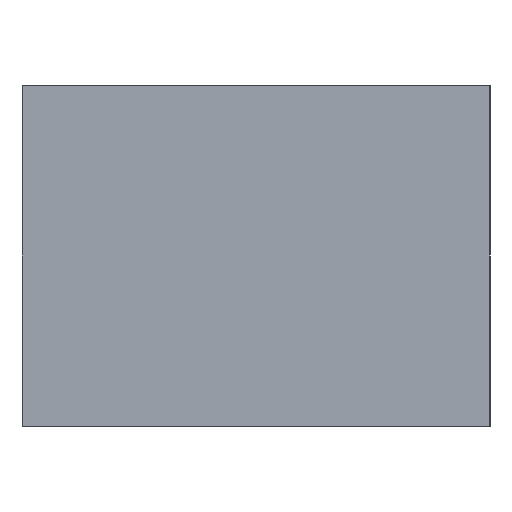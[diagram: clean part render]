
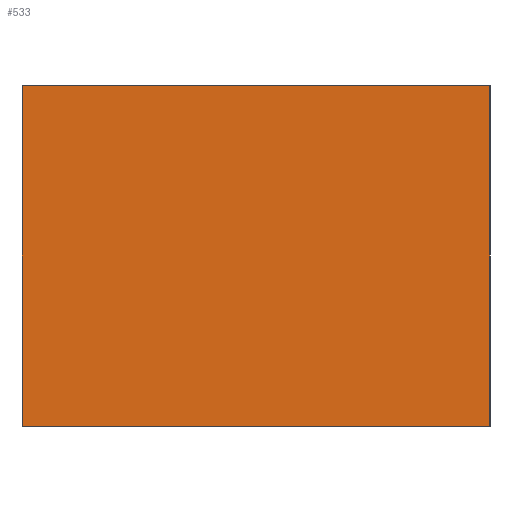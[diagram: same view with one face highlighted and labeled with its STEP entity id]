
A CAD part, left-side view. The second image highlights one B-rep face of the part: STEP entity #533.
In plain terms, the highlighted planar face has unit normal (-1, 0, 0).
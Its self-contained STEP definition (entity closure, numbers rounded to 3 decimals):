
#27 = VERTEX_POINT ( 'NONE', #734 ) ;
#76 = EDGE_LOOP ( 'NONE', ( #439, #421, #430, #445 ) ) ;
#99 = VERTEX_POINT ( 'NONE', #882 ) ;
#111 = VERTEX_POINT ( 'NONE', #904 ) ;
#124 = VECTOR ( 'NONE', #513, 1000. ) ;
#127 = LINE ( 'NONE', #555, #124 ) ;
#158 = VECTOR ( 'NONE', #589, 1000. ) ;
#161 = LINE ( 'NONE', #590, #158 ) ;
#207 = VECTOR ( 'NONE', #645, 1000. ) ;
#210 = LINE ( 'NONE', #647, #207 ) ;
#235 = VECTOR ( 'NONE', #682, 1000. ) ;
#242 = LINE ( 'NONE', #692, #235 ) ;
#296 = VERTEX_POINT ( 'NONE', #727 ) ;
#319 = FACE_OUTER_BOUND ( 'NONE', #76, .T. ) ;
#421 = ORIENTED_EDGE ( 'NONE', *, *, #1018, .F. ) ;
#430 = ORIENTED_EDGE ( 'NONE', *, *, #1004, .F. ) ;
#439 = ORIENTED_EDGE ( 'NONE', *, *, #1072, .T. ) ;
#445 = ORIENTED_EDGE ( 'NONE', *, *, #1051, .T. ) ;
#513 = DIRECTION ( 'NONE',  ( 0., 0., 1. ) ) ;
#533 = ADVANCED_FACE ( 'NONE', ( #319 ), #732, .F. ) ;
#555 = CARTESIAN_POINT ( 'NONE',  ( -0.525, -0.275, 291599.965 ) ) ;
#589 = DIRECTION ( 'NONE',  ( 0., -1., 0. ) ) ;
#590 = CARTESIAN_POINT ( 'NONE',  ( -0.525, 0.275, 0. ) ) ;
#645 = DIRECTION ( 'NONE',  ( 0., -1., 0. ) ) ;
#647 = CARTESIAN_POINT ( 'NONE',  ( -0.525, 0.275, 0.4 ) ) ;
#682 = DIRECTION ( 'NONE',  ( 0., 0., 1. ) ) ;
#692 = CARTESIAN_POINT ( 'NONE',  ( -0.525, 0.275, 291599.965 ) ) ;
#727 = CARTESIAN_POINT ( 'NONE',  ( -0.525, -0.275, 0.4 ) ) ;
#732 = PLANE ( 'NONE',  #937 ) ;
#734 = CARTESIAN_POINT ( 'NONE',  ( -0.525, 0.275, 0.4 ) ) ;
#738 = CARTESIAN_POINT ( 'NONE',  ( -0.525, 0.275, 291599.965 ) ) ;
#777 = DIRECTION ( 'NONE',  ( 1., 0., 0. ) ) ;
#780 = DIRECTION ( 'NONE',  ( 0., 0., -1. ) ) ;
#882 = CARTESIAN_POINT ( 'NONE',  ( -0.525, -0.275, 0. ) ) ;
#904 = CARTESIAN_POINT ( 'NONE',  ( -0.525, 0.275, 0. ) ) ;
#937 = AXIS2_PLACEMENT_3D ( 'NONE', #738, #777, #780 ) ;
#1004 = EDGE_CURVE ( 'NONE', #111, #27, #242, .T. ) ;
#1018 = EDGE_CURVE ( 'NONE', #27, #296, #210, .T. ) ;
#1051 = EDGE_CURVE ( 'NONE', #111, #99, #161, .T. ) ;
#1072 = EDGE_CURVE ( 'NONE', #99, #296, #127, .T. ) ;
